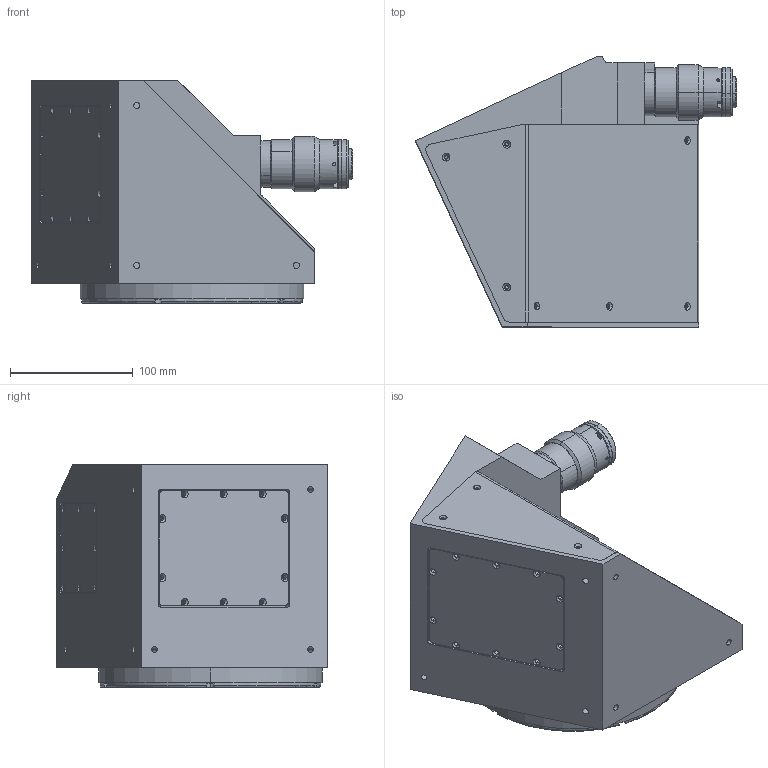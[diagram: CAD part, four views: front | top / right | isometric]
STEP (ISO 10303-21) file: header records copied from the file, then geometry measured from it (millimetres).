
FILE_DESCRIPTION (( 'STEP AP214' ), '1' );
FILE_NAME ('2M120-C.STEP', '2018-04-18T12:41:59', ( '' ), ( '' ), 'SwSTEP 2.0', 'SolidWorks 2017', '' );
FILE_SCHEMA (( 'AUTOMOTIVE_DESIGN' ));
Length unit declared in the file: millimetre
Products named in the file (1): 2M120-C
Bounding box: 261.31 x 220 x 181.4 mm (x, y, z)
Surface area: 240802 mm2 (no closed solid volume)
Topology: 0 solids, 14 shells, 350 faces, 1055 edges, 710 vertices
Faces by surface type: cylinder 188, plane 83, cone 72, torus 5, sphere 2
Entity records: 16201 total; most frequent: CARTESIAN_POINT 2570, DIRECTION 2212, ORIENTED_EDGE 1795, EDGE_CURVE 1055, AXIS2_PLACEMENT_3D 856, VERTEX_POINT 710, CIRCLE 505, LINE 500
